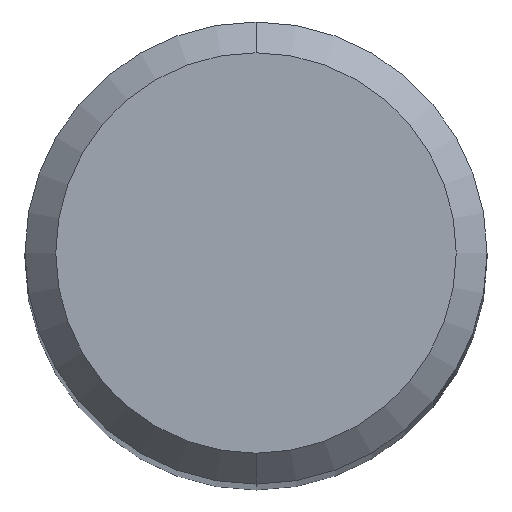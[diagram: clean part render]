
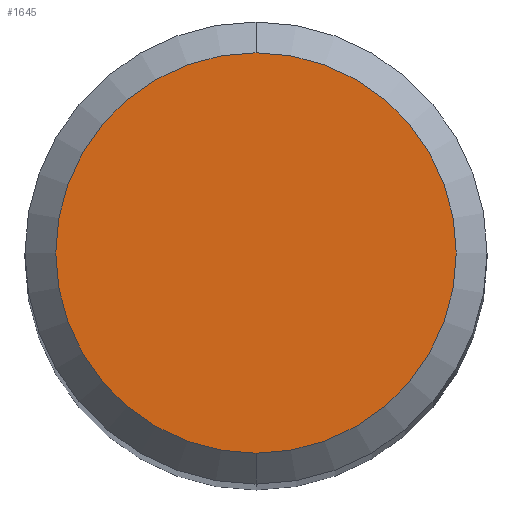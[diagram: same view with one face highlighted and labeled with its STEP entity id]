
A CAD part, top view. The second image highlights one B-rep face of the part: STEP entity #1645.
In plain terms, the highlighted planar face has unit normal (0, 0, 1).
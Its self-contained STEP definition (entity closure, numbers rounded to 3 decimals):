
#985=EDGE_CURVE('',#1041,#1733,#2191,.T.);
#1041=VERTEX_POINT('',#2251);
#1579=EDGE_CURVE('',#1733,#1041,#2848,.T.);
#1645=ADVANCED_FACE('',(#2920),#2921,.T.);
#1733=VERTEX_POINT('',#3018);
#2191=CIRCLE('',#5307,2.6);
#2251=CARTESIAN_POINT('',(0.0,2.6,0.0));
#2848=CIRCLE('',#11363,2.6);
#2920=FACE_OUTER_BOUND('',#11790,.T.);
#2921=PLANE('',#11791);
#3018=CARTESIAN_POINT('',(0.,-2.6,0.0));
#5307=AXIS2_PLACEMENT_3D('',#13145,#13146,#13147);
#11363=AXIS2_PLACEMENT_3D('',#13916,#13917,#13918);
#11790=EDGE_LOOP('',(#13981,#13982));
#11791=AXIS2_PLACEMENT_3D('',#13983,#13984,#13985);
#13145=CARTESIAN_POINT('',(0.0,0.0,0.0));
#13146=DIRECTION('',(0.0,0.0,-1.0));
#13147=DIRECTION('',(0.0,1.0,0.0));
#13916=CARTESIAN_POINT('',(0.0,0.0,0.0));
#13917=DIRECTION('',(0.0,0.0,-1.0));
#13918=DIRECTION('',(0.0,1.0,0.0));
#13981=ORIENTED_EDGE('',*,*,#985,.F.);
#13982=ORIENTED_EDGE('',*,*,#1579,.F.);
#13983=CARTESIAN_POINT('',(0.0,1.3,0.0));
#13984=DIRECTION('',(-0.0,0.0,1.0));
#13985=DIRECTION('',(0.0,-1.0,0.0));
